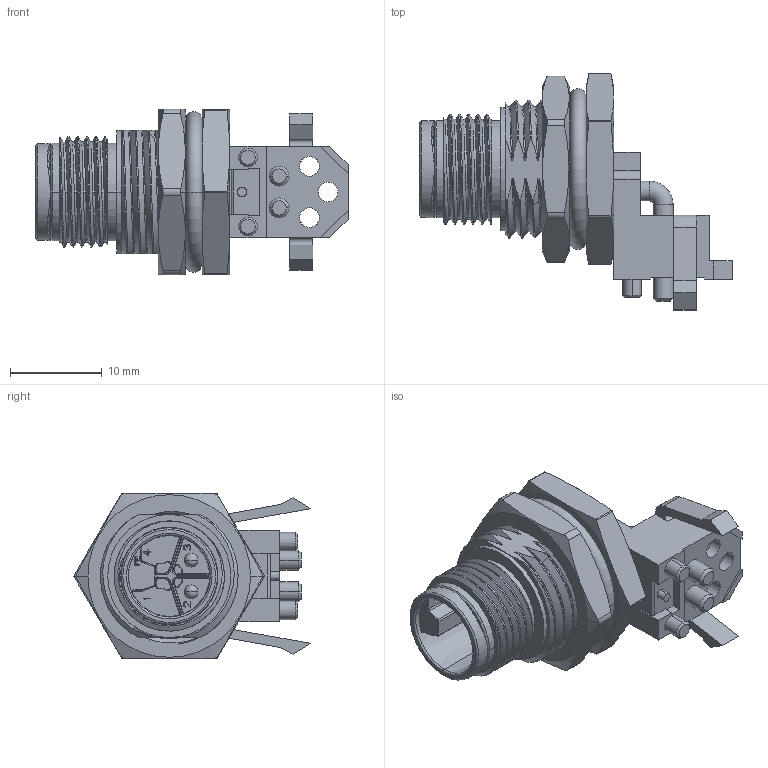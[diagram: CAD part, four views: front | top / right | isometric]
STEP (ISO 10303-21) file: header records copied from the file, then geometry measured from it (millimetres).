
FILE_DESCRIPTION((''),'2;1');
FILE_NAME('M12L-02PMMR-SF8001_SW0001','2023-06-27T',('L210023'),(''),'PRO/ENGINEER BY PARAMETRIC TECHNOLOGY CORPORATION, 2017170','PRO/ENGINEER BY PARAMETRIC TECHNOLOGY CORPORATION, 2017170','');
FILE_SCHEMA(('CONFIG_CONTROL_DESIGN'));
Length unit declared in the file: millimetre
Products named in the file (1): M12L-02PMMR-SF8001_SW0001
Bounding box: 34 x 25.71 x 18 mm (x, y, z)
Volume: 3887.2 mm3; surface area: 3920.5 mm2
Topology: 2 solids, 6 shells, 593 faces, 1627 edges, 1048 vertices
Faces by surface type: plane 299, cylinder 119, bspline 116, cone 38, torus 15, sphere 6
Entity records: 36603 total; most frequent: CARTESIAN_POINT 18409, ORIENTED_EDGE 3246, DIRECTION 2435, EDGE_CURVE 1623, VERTEX_POINT 1048, VECTOR 931, LINE 931, AXIS2_PLACEMENT_3D 752
